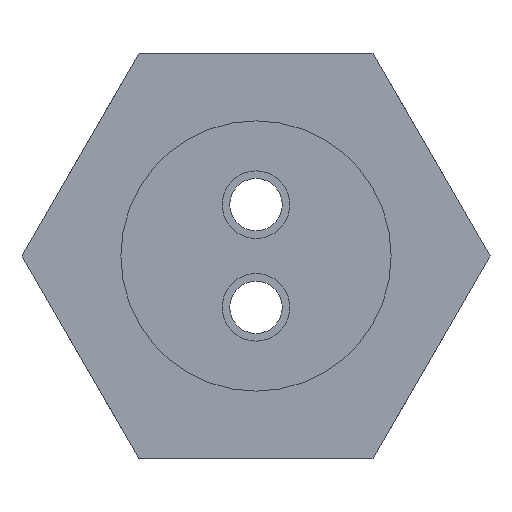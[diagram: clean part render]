
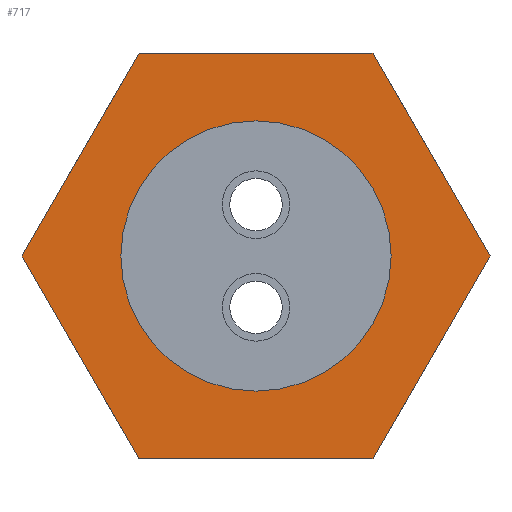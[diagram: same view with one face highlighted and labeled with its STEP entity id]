
A CAD part, front view. The second image highlights one B-rep face of the part: STEP entity #717.
In plain terms, the highlighted planar face has unit normal (0, -1, 0).
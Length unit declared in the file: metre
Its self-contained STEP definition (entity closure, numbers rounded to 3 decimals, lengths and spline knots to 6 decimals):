
#27=LINE('',#1284,#51);
#28=LINE('',#1287,#52);
#29=LINE('',#1289,#53);
#30=LINE('',#1291,#54);
#31=LINE('',#1293,#55);
#32=LINE('',#1295,#56);
#51=VECTOR('',#1005,1.);
#52=VECTOR('',#1006,1.);
#53=VECTOR('',#1007,1.);
#54=VECTOR('',#1008,1.);
#55=VECTOR('',#1009,1.);
#56=VECTOR('',#1010,1.);
#109=PLANE('',#829);
#217=ORIENTED_EDGE('',*,*,#324,.F.);
#218=ORIENTED_EDGE('',*,*,#326,.F.);
#219=ORIENTED_EDGE('',*,*,#327,.F.);
#220=ORIENTED_EDGE('',*,*,#328,.F.);
#221=ORIENTED_EDGE('',*,*,#329,.F.);
#222=ORIENTED_EDGE('',*,*,#330,.F.);
#223=ORIENTED_EDGE('',*,*,#331,.F.);
#324=EDGE_CURVE('',#396,#396,#450,.F.);
#326=EDGE_CURVE('',#398,#399,#27,.F.);
#327=EDGE_CURVE('',#400,#398,#28,.F.);
#328=EDGE_CURVE('',#401,#400,#29,.F.);
#329=EDGE_CURVE('',#402,#401,#30,.F.);
#330=EDGE_CURVE('',#403,#402,#31,.T.);
#331=EDGE_CURVE('',#399,#403,#32,.F.);
#396=VERTEX_POINT('',#1279);
#398=VERTEX_POINT('',#1285);
#399=VERTEX_POINT('',#1286);
#400=VERTEX_POINT('',#1288);
#401=VERTEX_POINT('',#1290);
#402=VERTEX_POINT('',#1292);
#403=VERTEX_POINT('',#1294);
#450=CIRCLE('',#826,0.0127);
#531=EDGE_LOOP('',(#217));
#532=EDGE_LOOP('',(#218,#219,#220,#221,#222,#223));
#631=FACE_BOUND('',#531,.T.);
#632=FACE_BOUND('',#532,.T.);
#717=ADVANCED_FACE('',(#631,#632),#109,.F.);
#826=AXIS2_PLACEMENT_3D('',#1278,#997,#998);
#829=AXIS2_PLACEMENT_3D('',#1283,#1003,#1004);
#997=DIRECTION('',(0.,1.,0.));
#998=DIRECTION('',(-1.,0.,0.));
#1003=DIRECTION('',(0.,1.,0.));
#1004=DIRECTION('',(-1.,0.,0.));
#1005=DIRECTION('',(0.5,0.,-0.866));
#1006=DIRECTION('',(1.,0.,0.));
#1007=DIRECTION('',(0.5,0.,0.866));
#1008=DIRECTION('',(-0.5,0.,0.866));
#1009=DIRECTION('',(1.,0.,0.));
#1010=DIRECTION('',(-0.5,0.,-0.866));
#1278=CARTESIAN_POINT('',(0.,-0.004763,0.));
#1279=CARTESIAN_POINT('',(-0.0127,-0.004763,0.));
#1283=CARTESIAN_POINT('',(-0.010999,-0.004763,0.01905));
#1284=CARTESIAN_POINT('',(-0.010999,-0.004763,-0.01905));
#1285=CARTESIAN_POINT('',(-0.010999,-0.004763,-0.01905));
#1286=CARTESIAN_POINT('',(-0.021997,-0.004763,0.));
#1287=CARTESIAN_POINT('',(0.010999,-0.004763,-0.01905));
#1288=CARTESIAN_POINT('',(0.010999,-0.004763,-0.01905));
#1289=CARTESIAN_POINT('',(0.021997,-0.004763,0.));
#1290=CARTESIAN_POINT('',(0.021997,-0.004763,0.));
#1291=CARTESIAN_POINT('',(0.010999,-0.004763,0.01905));
#1292=CARTESIAN_POINT('',(0.010999,-0.004763,0.01905));
#1293=CARTESIAN_POINT('',(-0.010999,-0.004763,0.01905));
#1294=CARTESIAN_POINT('',(-0.010999,-0.004763,0.01905));
#1295=CARTESIAN_POINT('',(-0.021997,-0.004763,0.));
